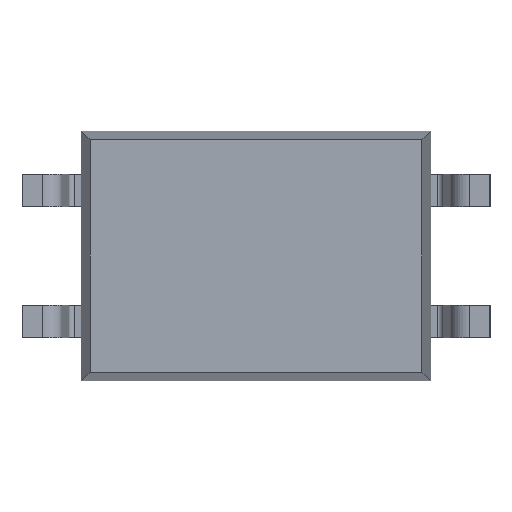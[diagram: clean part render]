
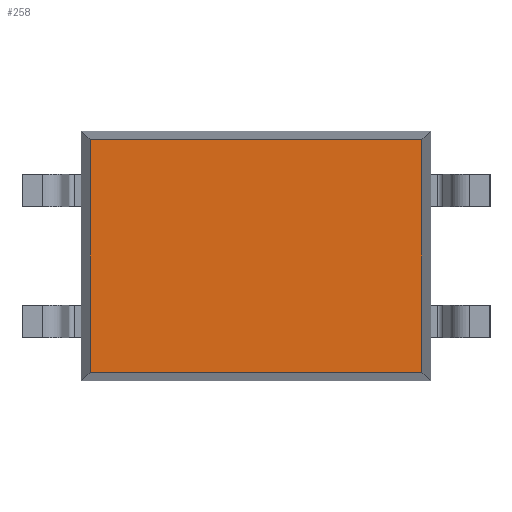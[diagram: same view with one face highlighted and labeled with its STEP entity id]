
A CAD part, front view. The second image highlights one B-rep face of the part: STEP entity #258.
In plain terms, the highlighted planar face has unit normal (0, -1, 0).
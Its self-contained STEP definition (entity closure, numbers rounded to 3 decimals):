
#12 = VERTEX_POINT ( 'NONE', #628 ) ;
#214 = VERTEX_POINT ( 'NONE', #1038 ) ;
#221 = VERTEX_POINT ( 'NONE', #1074 ) ;
#223 = EDGE_CURVE ( 'NONE', #221, #2134, #1073, .T. ) ;
#250 = ORIENTED_EDGE ( 'NONE', *, *, #259, .F. ) ;
#251 = ORIENTED_EDGE ( 'NONE', *, *, #272, .F. ) ;
#252 = ORIENTED_EDGE ( 'NONE', *, *, #2141, .F. ) ;
#253 = ORIENTED_EDGE ( 'NONE', *, *, #223, .F. ) ;
#255 = EDGE_LOOP ( 'NONE', ( #251, #252, #253, #250 ) ) ;
#258 = ADVANCED_FACE ( 'NONE', ( #1102 ), #1086, .F. ) ;
#259 = EDGE_CURVE ( 'NONE', #12, #221, #1081, .T. ) ;
#272 = EDGE_CURVE ( 'NONE', #214, #12, #1117, .T. ) ;
#628 = CARTESIAN_POINT ( 'NONE',  ( -3.04, -1.825, 2.13 ) ) ;
#1038 = CARTESIAN_POINT ( 'NONE',  ( -3.04, -1.825, -2.13 ) ) ;
#1070 = DIRECTION ( 'NONE',  ( 0., 0., -1. ) ) ;
#1071 = VECTOR ( 'NONE', #1070, 1000. ) ;
#1072 = CARTESIAN_POINT ( 'NONE',  ( 3.04, -1.825, 2.29 ) ) ;
#1073 = LINE ( 'NONE', #1072, #1071 ) ;
#1074 = CARTESIAN_POINT ( 'NONE',  ( 3.04, -1.825, 2.13 ) ) ;
#1078 = DIRECTION ( 'NONE',  ( 1., 0., 0. ) ) ;
#1079 = VECTOR ( 'NONE', #1078, 1000. ) ;
#1080 = CARTESIAN_POINT ( 'NONE',  ( -3.2, -1.825, 2.13 ) ) ;
#1081 = LINE ( 'NONE', #1080, #1079 ) ;
#1082 = DIRECTION ( 'NONE',  ( 0., 0., 1. ) ) ;
#1083 = DIRECTION ( 'NONE',  ( 0., 1., 0. ) ) ;
#1084 = CARTESIAN_POINT ( 'NONE',  ( -3.2, -1.825, 2.29 ) ) ;
#1085 = AXIS2_PLACEMENT_3D ( 'NONE', #1084, #1083, #1082 ) ;
#1086 = PLANE ( 'NONE',  #1085 ) ;
#1102 = FACE_OUTER_BOUND ( 'NONE', #255, .T. ) ;
#1114 = DIRECTION ( 'NONE',  ( 0., 0., 1. ) ) ;
#1115 = VECTOR ( 'NONE', #1114, 1000. ) ;
#1116 = CARTESIAN_POINT ( 'NONE',  ( -3.04, -1.825, 2.29 ) ) ;
#1117 = LINE ( 'NONE', #1116, #1115 ) ;
#1896 = CARTESIAN_POINT ( 'NONE',  ( 3.04, -1.825, -2.13 ) ) ;
#1937 = DIRECTION ( 'NONE',  ( -1., 0., 0. ) ) ;
#1938 = VECTOR ( 'NONE', #1937, 1000. ) ;
#1939 = CARTESIAN_POINT ( 'NONE',  ( -3.2, -1.825, -2.13 ) ) ;
#1940 = LINE ( 'NONE', #1939, #1938 ) ;
#2134 = VERTEX_POINT ( 'NONE', #1896 ) ;
#2141 = EDGE_CURVE ( 'NONE', #2134, #214, #1940, .T. ) ;
